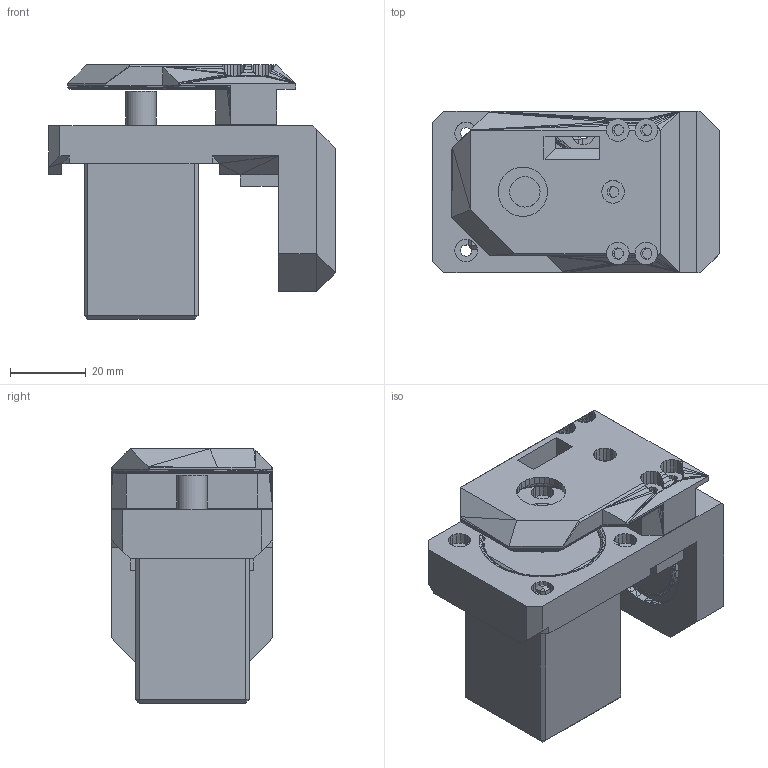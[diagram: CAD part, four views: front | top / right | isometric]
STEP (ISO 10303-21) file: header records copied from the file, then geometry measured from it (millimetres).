
FILE_DESCRIPTION(('FreeCAD Model'),'2;1');
FILE_NAME('Open CASCADE Shape Model','2024-12-21T16:20:47',(''),(''), 'Open CASCADE STEP processor 7.8','FreeCAD','Unknown');
FILE_SCHEMA(('AUTOMOTIVE_DESIGN { 1 0 10303 214 1 1 1 1 }'));
Length unit declared in the file: millimetre
Products named in the file (7): Assembly; Cylinder; PART_009; PART_5; PART_006; PART_007; PART_008
Assembly tree (6 placements, depth 3):
  Assembly
    Cylinder
    PART_009
      PART_5
      PART_006
      PART_007
      PART_008
Bounding box: 75.5 x 42.5 x 67 mm (x, y, z)
Volume: 59807.3 mm3; surface area: 29647.7 mm2
Topology: 4 solids, 5 shells, 2291 faces, 4469 edges, 2172 vertices
Faces by surface type: plane 2289, cylinder 2
Full cylindrical faces by diameter (mm): 6 x1, 8 x1
Entity records: 54081 total; most frequent: DIRECTION 9069, CARTESIAN_POINT 8939, ORIENTED_EDGE 8778, EDGE_CURVE 4469, LINE 4465, VECTOR 4465, FACE_BOUND 2339, EDGE_LOOP 2339
